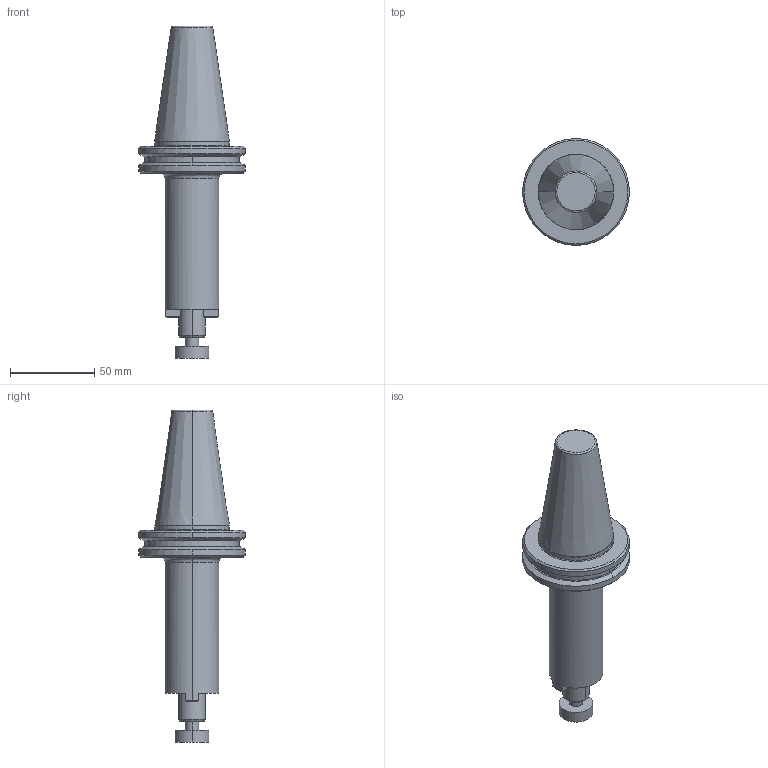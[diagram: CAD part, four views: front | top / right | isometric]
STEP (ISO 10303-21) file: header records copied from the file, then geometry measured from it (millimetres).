
FILE_DESCRIPTION (( 'STEP AP203' ), '1' );
FILE_NAME ('SK 40 CSMA16 100 AD-6.3G15000 SL SP.STEP', '2019-05-07T04:12:46', ( '' ), ( '' ), 'SwSTEP 2.0', 'SolidWorks 2014', '' );
FILE_SCHEMA (( 'CONFIG_CONTROL_DESIGN' ));
Length unit declared in the file: millimetre
Products named in the file (1): SK 40 CSMA16 100 AD-6.3G15000 SL SP
Bounding box: 63.5 x 63.5 x 197.4 mm (x, y, z)
Volume: 188841 mm3; surface area: 27006 mm2
Topology: 1 solids, 1 shells, 58 faces, 130 edges, 80 vertices
Faces by surface type: plane 20, cylinder 16, cone 16, bspline 6
Entity records: 2279 total; most frequent: CARTESIAN_POINT 933, DIRECTION 276, ORIENTED_EDGE 260, EDGE_CURVE 130, AXIS2_PLACEMENT_3D 113, VERTEX_POINT 80, EDGE_LOOP 64, CIRCLE 60
